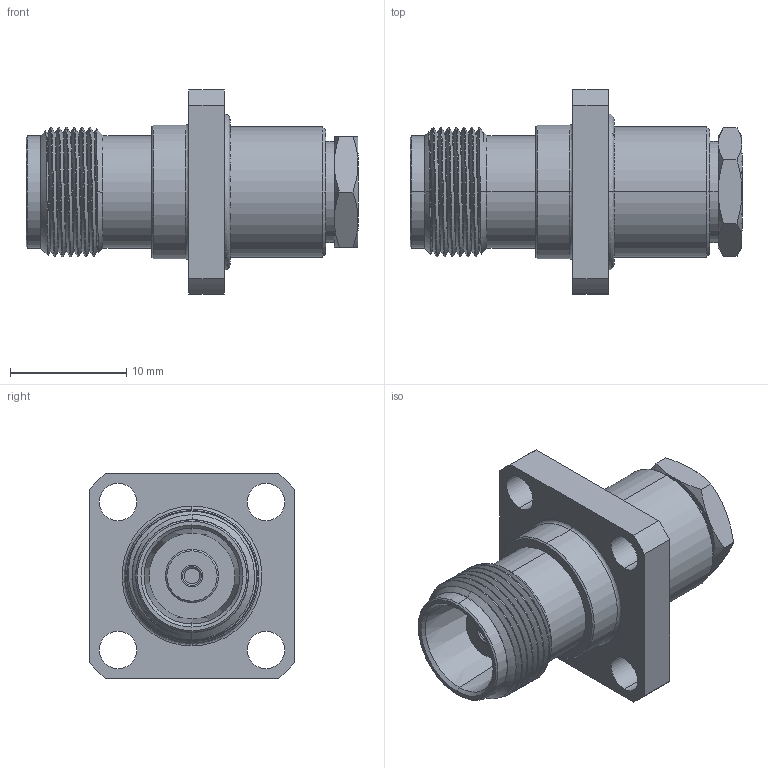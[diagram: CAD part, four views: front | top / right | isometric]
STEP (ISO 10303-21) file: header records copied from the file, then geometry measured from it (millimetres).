
FILE_DESCRIPTION (( 'STEP AP214' ), '1' );
FILE_NAME ('LCCN45911_3D.step', '2023-05-09T22:22:46', ( '' ), ( '' ), 'SwSTEP 2.0', 'SolidWorks 2022', '' );
FILE_SCHEMA (( 'AUTOMOTIVE_DESIGN' ));
Length unit declared in the file: inch
Products named in the file (1): LCCN45911_3D
Bounding box: 28.5 x 17.53 x 17.53 mm (x, y, z)
Volume: 2532.6 mm3; surface area: 2472.9 mm2
Topology: 2 solids, 2 shells, 139 faces, 338 edges, 213 vertices
Faces by surface type: cylinder 53, plane 40, cone 37, bspline 9
Entity records: 5624 total; most frequent: CARTESIAN_POINT 2492, ORIENTED_EDGE 676, DIRECTION 597, EDGE_CURVE 338, AXIS2_PLACEMENT_3D 243, VERTEX_POINT 213, EDGE_LOOP 159, ADVANCED_FACE 139
